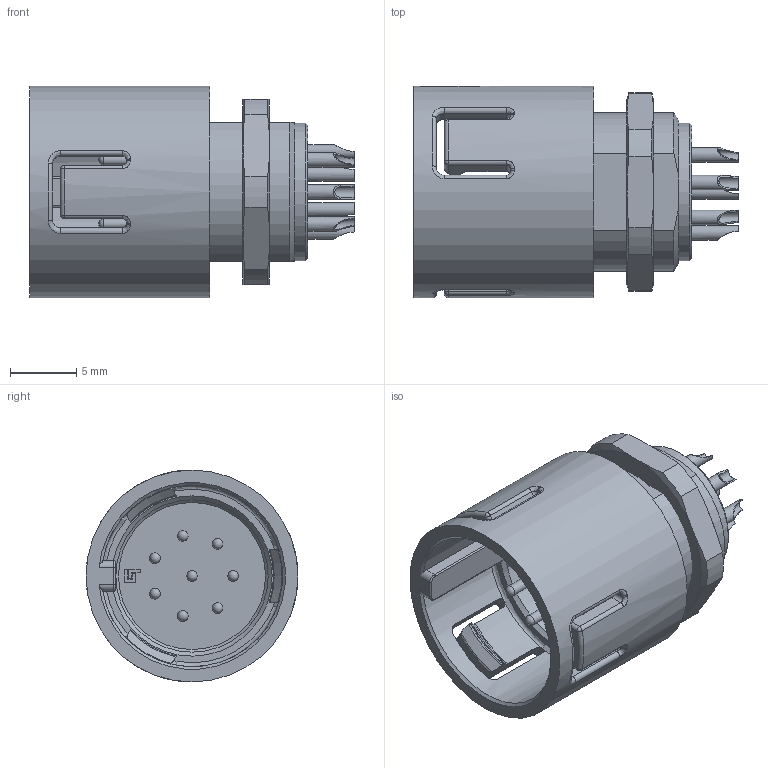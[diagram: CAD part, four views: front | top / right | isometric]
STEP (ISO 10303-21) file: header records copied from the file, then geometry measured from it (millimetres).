
FILE_DESCRIPTION(/* description */ (''),/* implementation_level */ '2;1');
FILE_NAME(/* name */ '99-9127-00-08_bg.stp',/* time_stamp */ '2010-07-29T10:22:05+02:00',/* author */ (''),/* organization */ (''),/* preprocessor_version */ 'ST-DEVELOPER v11',/* originating_system */ 'UGS - NX 5.0',/* authorisation */ '');
FILE_SCHEMA (('CONFIG_CONTROL_DESIGN'));
Length unit declared in the file: millimetre
Products named in the file (1): kborE8ABb4as
Bounding box: 24.5 x 16 x 16 mm (x, y, z)
Volume: 2252 mm3; surface area: 2331.7 mm2
Topology: 2 solids, 2 shells, 255 faces, 675 edges, 415 vertices
Faces by surface type: cylinder 92, plane 72, cone 32, torus 27, bspline 18, sphere 14
Full cylindrical faces by diameter (mm): 0.8 x8, 0.85 x8, 1.1 x8, 10.4 x1, 10.917 x1, 11.5 x1, 16 x1
Entity records: 8606 total; most frequent: CARTESIAN_POINT 2992, ORIENTED_EDGE 1128, DIRECTION 1110, EDGE_CURVE 564, AXIS2_PLACEMENT_3D 459, VERTEX_POINT 371, EDGE_LOOP 313, ADVANCED_FACE 255
